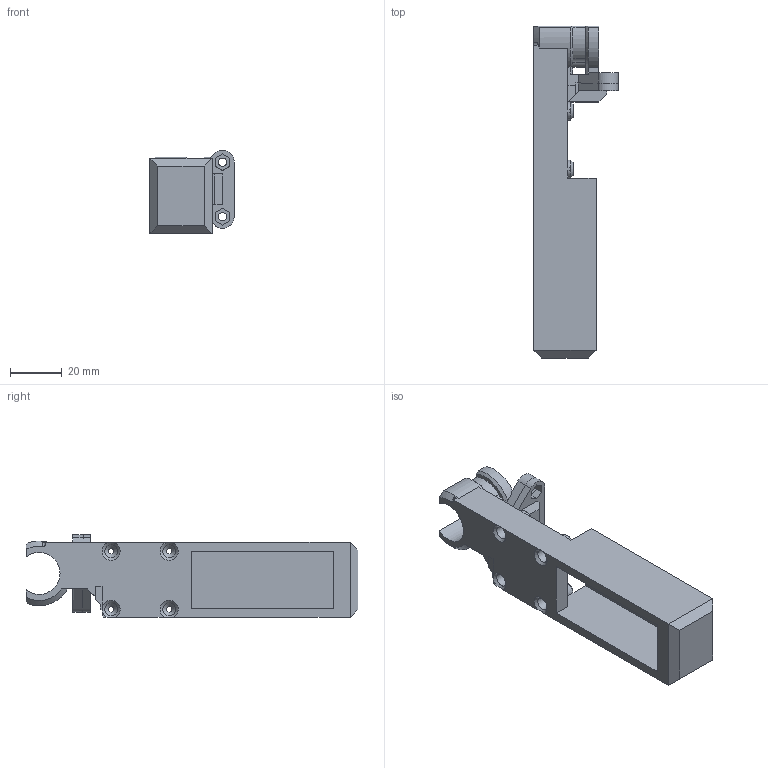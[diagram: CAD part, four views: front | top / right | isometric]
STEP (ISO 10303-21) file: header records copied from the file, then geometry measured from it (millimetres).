
FILE_DESCRIPTION(/* description */ (''),/* implementation_level */ '2;1');
FILE_NAME(/* name */ 'camera_leg_darpa.step',/* time_stamp */ '2021-11-03T15:14:50+01:00',/* author */ (''),/* organization */ (''),/* preprocessor_version */ 'ST-DEVELOPER v18.1',/* originating_system */ 'Autodesk Translation Framework v10.10.0.1391',/* authorisation */ '');
FILE_SCHEMA (('AUTOMOTIVE_DESIGN { 1 0 10303 214 3 1 1 }'));
Length unit declared in the file: millimetre
Products named in the file (2): camera_leg_darpa; camera_leg_darpa_1
Assembly tree (1 placements, depth 2):
  camera_leg_darpa
    camera_leg_darpa_1
Bounding box: 32.5 x 128 x 31.99 mm (x, y, z)
Volume: 40397.1 mm3; surface area: 20008.3 mm2
Topology: 1 solids, 3 shells, 188 faces, 522 edges, 335 vertices
Faces by surface type: plane 138, cylinder 29, cone 18, bspline 3
Full cylindrical faces by diameter (mm): 2.2 x4, 3.2 x2, 5 x4
Entity records: 6091 total; most frequent: CARTESIAN_POINT 1210, ORIENTED_EDGE 1048, DIRECTION 963, EDGE_CURVE 524, LINE 399, VECTOR 399, VERTEX_POINT 335, AXIS2_PLACEMENT_3D 282
